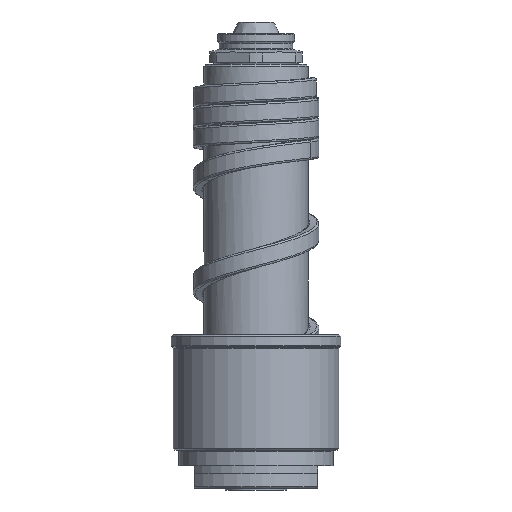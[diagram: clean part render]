
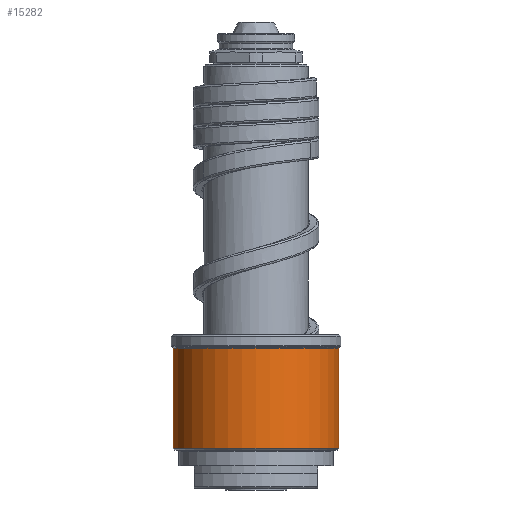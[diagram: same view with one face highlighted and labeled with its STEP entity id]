
A CAD part, front view. The second image highlights one B-rep face of the part: STEP entity #15282.
In plain terms, the highlighted cylindrical face has radius 21.5 mm (diameter 43 mm), a partial arc.
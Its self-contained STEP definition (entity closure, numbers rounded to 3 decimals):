
#5737=CARTESIAN_POINT('',(0.,0.,10.583));
#5738=DIRECTION('',(0.,0.,1.));
#5739=DIRECTION('',(-1.,0.,0.));
#5740=AXIS2_PLACEMENT_3D('',#5737,#5738,#5739);
#5742=DIRECTION('',(0.,0.,-1.));
#5743=VECTOR('',#5742,25.834);
#5744=CARTESIAN_POINT('',(-21.5,0.,36.417));
#5745=LINE('',#5744,#5743);
#5746=CARTESIAN_POINT('',(0.,0.,36.417));
#5747=DIRECTION('',(0.,0.,1.));
#5748=DIRECTION('',(-1.,0.,0.));
#5749=AXIS2_PLACEMENT_3D('',#5746,#5747,#5748);
#5751=DIRECTION('',(0.,0.,-1.));
#5752=VECTOR('',#5751,25.834);
#5753=CARTESIAN_POINT('',(21.5,0.,36.417));
#5754=LINE('',#5753,#5752);
#6095=CARTESIAN_POINT('',(21.5,0.,36.417));
#6096=CARTESIAN_POINT('',(-21.5,0.,36.417));
#6097=VERTEX_POINT('',#6095);
#6098=VERTEX_POINT('',#6096);
#6121=CARTESIAN_POINT('',(21.5,0.,10.583));
#6122=VERTEX_POINT('',#6121);
#6123=CARTESIAN_POINT('',(-21.5,0.,10.583));
#6124=VERTEX_POINT('',#6123);
#15270=CARTESIAN_POINT('',(0.,0.,8.5));
#15271=DIRECTION('',(0.,0.,1.));
#15272=DIRECTION('',(-1.,0.,0.));
#15273=AXIS2_PLACEMENT_3D('',#15270,#15271,#15272);
#15274=CYLINDRICAL_SURFACE('',#15273,21.5);
#15275=ORIENTED_EDGE('',*,*,#13421,.F.);
#15276=ORIENTED_EDGE('',*,*,#13402,.F.);
#15278=ORIENTED_EDGE('',*,*,#15277,.T.);
#15279=ORIENTED_EDGE('',*,*,#13398,.T.);
#15280=EDGE_LOOP('',(#15275,#15276,#15278,#15279));
#15281=FACE_OUTER_BOUND('',#15280,.F.);
#5741=CIRCLE('',#5740,21.5);
#5750=CIRCLE('',#5749,21.5);
#13398=EDGE_CURVE('',#6097,#6122,#5754,.T.);
#13402=EDGE_CURVE('',#6098,#6124,#5745,.T.);
#13421=EDGE_CURVE('',#6124,#6122,#5741,.T.);
#15277=EDGE_CURVE('',#6098,#6097,#5750,.T.);
#15282=ADVANCED_FACE('',(#15281),#15274,.T.);
